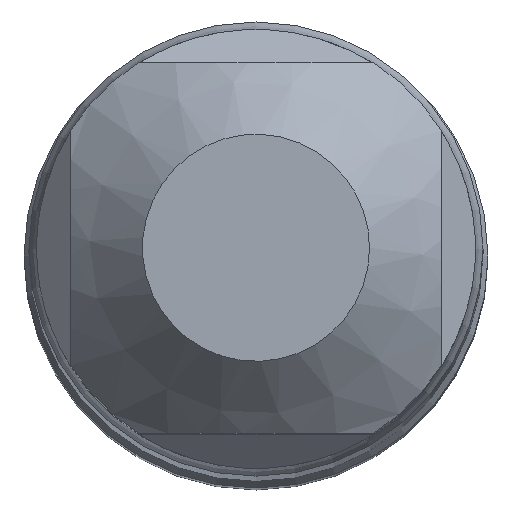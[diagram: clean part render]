
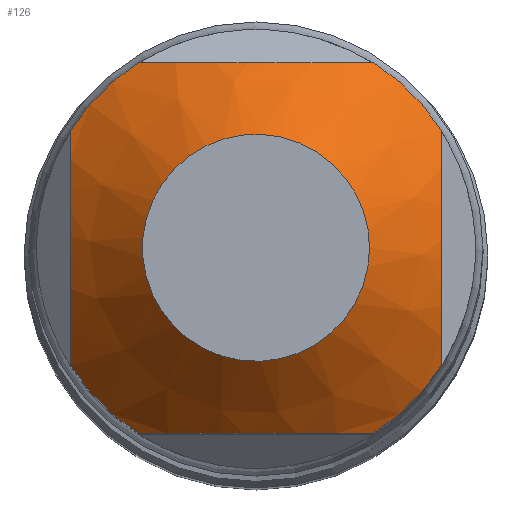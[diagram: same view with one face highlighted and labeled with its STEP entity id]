
A CAD part, top view. The second image highlights one B-rep face of the part: STEP entity #126.
In plain terms, the highlighted conical face has half-angle 45 degrees and reference radius 1000 mm.
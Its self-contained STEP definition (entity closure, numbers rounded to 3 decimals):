
#52=CONICAL_SURFACE('',#446,1000.,45.);
#82=FACE_BOUND('',#181,.T.);
#83=FACE_BOUND('',#182,.T.);
#90=CIRCLE('',#421,1.5);
#100=CIRCLE('',#440,2.9);
#101=CIRCLE('',#441,2.9);
#102=CIRCLE('',#442,2.9);
#103=CIRCLE('',#443,2.9);
#126=ADVANCED_FACE('NONE',(#82,#83),#52,.T.);
#181=EDGE_LOOP('',(#252,#253,#254,#255,#256,#257,#258,#259));
#182=EDGE_LOOP('',(#260));
#252=ORIENTED_EDGE('',*,*,#315,.F.);
#253=ORIENTED_EDGE('',*,*,#329,.F.);
#254=ORIENTED_EDGE('',*,*,#306,.F.);
#255=ORIENTED_EDGE('',*,*,#328,.F.);
#256=ORIENTED_EDGE('',*,*,#309,.F.);
#257=ORIENTED_EDGE('',*,*,#327,.F.);
#258=ORIENTED_EDGE('',*,*,#312,.F.);
#259=ORIENTED_EDGE('',*,*,#330,.F.);
#260=ORIENTED_EDGE('',*,*,#317,.T.);
#275=VERTEX_POINT('',#599);
#276=VERTEX_POINT('',#610);
#277=VERTEX_POINT('',#614);
#278=VERTEX_POINT('',#623);
#279=VERTEX_POINT('',#627);
#280=VERTEX_POINT('',#638);
#281=VERTEX_POINT('',#642);
#282=VERTEX_POINT('',#651);
#283=VERTEX_POINT('',#655);
#306=EDGE_CURVE('NONE',#275,#276,#368,.T.);
#309=EDGE_CURVE('NONE',#277,#278,#369,.T.);
#312=EDGE_CURVE('NONE',#279,#280,#370,.T.);
#315=EDGE_CURVE('NONE',#281,#282,#371,.T.);
#317=EDGE_CURVE('NONE',#283,#283,#90,.T.);
#327=EDGE_CURVE('NONE',#280,#277,#100,.T.);
#328=EDGE_CURVE('NONE',#278,#275,#101,.T.);
#329=EDGE_CURVE('NONE',#276,#281,#102,.T.);
#330=EDGE_CURVE('NONE',#282,#279,#103,.T.);
#368=B_SPLINE_CURVE_WITH_KNOTS('',3,(#600,#601,#602,#603,#604,#605,#606,
#607,#608,#609),.UNSPECIFIED.,.F.,.F.,(4,2,2,2,4),(0.,0.25,0.5,0.75,1.),
 .UNSPECIFIED.);
#369=B_SPLINE_CURVE_WITH_KNOTS('',3,(#615,#616,#617,#618,#619,#620,#621,
#622),.UNSPECIFIED.,.F.,.F.,(4,2,2,4),(0.,0.25,0.5,1.),.UNSPECIFIED.);
#370=B_SPLINE_CURVE_WITH_KNOTS('',3,(#628,#629,#630,#631,#632,#633,#634,
#635,#636,#637),.UNSPECIFIED.,.F.,.F.,(4,2,2,2,4),(0.,0.25,0.5,0.75,1.),
 .UNSPECIFIED.);
#371=B_SPLINE_CURVE_WITH_KNOTS('',3,(#643,#644,#645,#646,#647,#648,#649,
#650),.UNSPECIFIED.,.F.,.F.,(4,2,2,4),(0.,0.25,0.5,1.),.UNSPECIFIED.);
#421=AXIS2_PLACEMENT_3D('',#654,#498,#499);
#440=AXIS2_PLACEMENT_3D('',#683,#536,#537);
#441=AXIS2_PLACEMENT_3D('',#684,#538,#539);
#442=AXIS2_PLACEMENT_3D('',#685,#540,#541);
#443=AXIS2_PLACEMENT_3D('',#686,#542,#543);
#446=AXIS2_PLACEMENT_3D('',#689,#548,#549);
#498=DIRECTION('',(0.,0.,-1.));
#499=DIRECTION('',(1.,0.,0.));
#536=DIRECTION('',(0.,0.,-1.));
#537=DIRECTION('',(0.,1.,0.));
#538=DIRECTION('',(0.,0.,-1.));
#539=DIRECTION('',(0.,1.,0.));
#540=DIRECTION('',(0.,0.,-1.));
#541=DIRECTION('',(0.,1.,0.));
#542=DIRECTION('',(0.,0.,-1.));
#543=DIRECTION('',(0.,1.,0.));
#548=DIRECTION('',(0.,0.,-1.));
#549=DIRECTION('',(0.,1.,0.));
#599=CARTESIAN_POINT('',(-2.45,-1.552,-1.4));
#600=CARTESIAN_POINT('',(-2.45,-1.552,-1.4));
#601=CARTESIAN_POINT('',(-2.45,-1.311,-1.271));
#602=CARTESIAN_POINT('',(-2.45,-1.063,-1.159));
#603=CARTESIAN_POINT('',(-2.45,-0.545,-0.998));
#604=CARTESIAN_POINT('',(-2.45,-0.271,-0.95));
#605=CARTESIAN_POINT('',(-2.45,0.271,-0.95));
#606=CARTESIAN_POINT('',(-2.45,0.546,-0.998));
#607=CARTESIAN_POINT('',(-2.45,1.063,-1.159));
#608=CARTESIAN_POINT('',(-2.45,1.311,-1.271));
#609=CARTESIAN_POINT('',(-2.45,1.552,-1.4));
#610=CARTESIAN_POINT('',(-2.45,1.552,-1.4));
#614=CARTESIAN_POINT('',(1.552,-2.45,-1.4));
#615=CARTESIAN_POINT('',(1.552,-2.45,-1.4));
#616=CARTESIAN_POINT('',(1.311,-2.45,-1.271));
#617=CARTESIAN_POINT('',(1.064,-2.45,-1.16));
#618=CARTESIAN_POINT('',(0.548,-2.45,-0.999));
#619=CARTESIAN_POINT('',(0.275,-2.45,-0.95));
#620=CARTESIAN_POINT('',(-0.548,-2.45,-0.95));
#621=CARTESIAN_POINT('',(-1.07,-2.45,-1.142));
#622=CARTESIAN_POINT('',(-1.552,-2.45,-1.4));
#623=CARTESIAN_POINT('',(-1.552,-2.45,-1.4));
#627=CARTESIAN_POINT('',(2.45,1.552,-1.4));
#628=CARTESIAN_POINT('',(2.45,1.552,-1.4));
#629=CARTESIAN_POINT('',(2.45,1.311,-1.271));
#630=CARTESIAN_POINT('',(2.45,1.063,-1.159));
#631=CARTESIAN_POINT('',(2.45,0.545,-0.998));
#632=CARTESIAN_POINT('',(2.45,0.271,-0.95));
#633=CARTESIAN_POINT('',(2.45,-0.271,-0.95));
#634=CARTESIAN_POINT('',(2.45,-0.546,-0.998));
#635=CARTESIAN_POINT('',(2.45,-1.063,-1.159));
#636=CARTESIAN_POINT('',(2.45,-1.311,-1.271));
#637=CARTESIAN_POINT('',(2.45,-1.552,-1.4));
#638=CARTESIAN_POINT('',(2.45,-1.552,-1.4));
#642=CARTESIAN_POINT('',(-1.552,2.45,-1.4));
#643=CARTESIAN_POINT('',(-1.552,2.45,-1.4));
#644=CARTESIAN_POINT('',(-1.311,2.45,-1.271));
#645=CARTESIAN_POINT('',(-1.064,2.45,-1.16));
#646=CARTESIAN_POINT('',(-0.548,2.45,-0.999));
#647=CARTESIAN_POINT('',(-0.275,2.45,-0.95));
#648=CARTESIAN_POINT('',(0.548,2.45,-0.95));
#649=CARTESIAN_POINT('',(1.07,2.45,-1.142));
#650=CARTESIAN_POINT('',(1.552,2.45,-1.4));
#651=CARTESIAN_POINT('',(1.552,2.45,-1.4));
#654=CARTESIAN_POINT('',(0.,0.,0.));
#655=CARTESIAN_POINT('',(1.5,0.,0.));
#683=CARTESIAN_POINT('',(0.,0.,-1.4));
#684=CARTESIAN_POINT('',(0.,0.,-1.4));
#685=CARTESIAN_POINT('',(0.,0.,-1.4));
#686=CARTESIAN_POINT('',(0.,0.,-1.4));
#689=CARTESIAN_POINT('',(0.,0.,-998.5));
